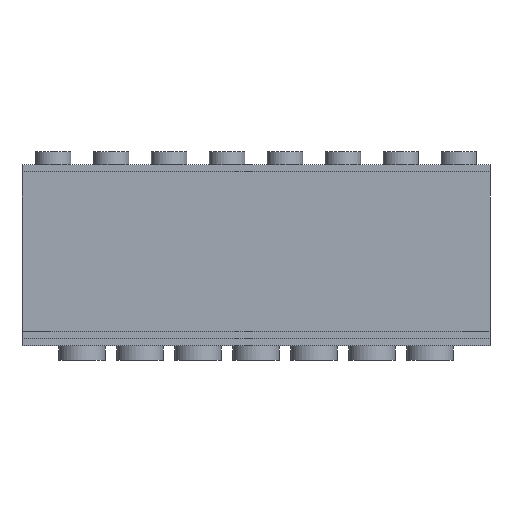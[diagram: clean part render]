
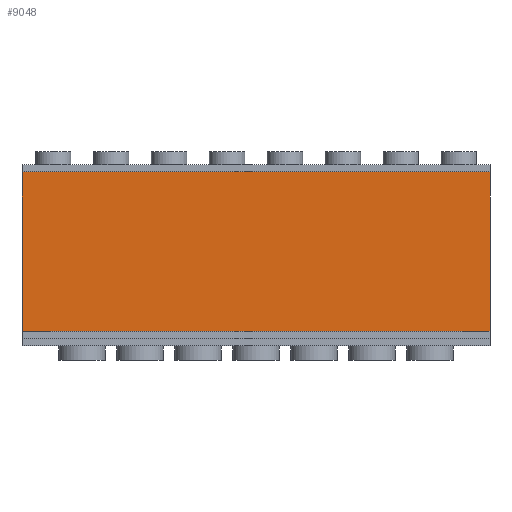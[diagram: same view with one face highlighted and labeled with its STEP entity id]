
A CAD part, front view. The second image highlights one B-rep face of the part: STEP entity #9048.
In plain terms, the highlighted planar face has unit normal (0, -1, 0).
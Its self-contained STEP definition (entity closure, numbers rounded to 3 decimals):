
#468=PLANE('',#9934);
#960=FACE_OUTER_BOUND('',#1664,.T.);
#1664=EDGE_LOOP('',(#7285,#7286,#7287,#7288));
#2367=LINE('',#14486,#3165);
#2405=LINE('',#14562,#3203);
#2411=LINE('',#14573,#3209);
#2412=LINE('',#14575,#3210);
#3165=VECTOR('',#11789,10.);
#3203=VECTOR('',#11861,10.);
#3209=VECTOR('',#11871,10.);
#3210=VECTOR('',#11874,10.);
#4423=VERTEX_POINT('',#14483);
#4424=VERTEX_POINT('',#14485);
#4445=VERTEX_POINT('',#14561);
#4448=VERTEX_POINT('',#14571);
#5423=EDGE_CURVE('',#4424,#4423,#2367,.T.);
#5461=EDGE_CURVE('',#4445,#4424,#2405,.T.);
#5467=EDGE_CURVE('',#4423,#4448,#2411,.T.);
#5468=EDGE_CURVE('',#4445,#4448,#2412,.T.);
#7285=ORIENTED_EDGE('',*,*,#5467,.T.);
#7286=ORIENTED_EDGE('',*,*,#5468,.F.);
#7287=ORIENTED_EDGE('',*,*,#5461,.T.);
#7288=ORIENTED_EDGE('',*,*,#5423,.T.);
#9048=ADVANCED_FACE('',(#960),#468,.T.);
#9934=AXIS2_PLACEMENT_3D('',#14574,#11872,#11873);
#11789=DIRECTION('',(1.,0.,0.));
#11861=DIRECTION('',(0.,0.,-1.));
#11871=DIRECTION('',(0.,0.,1.));
#11872=DIRECTION('center_axis',(0.,-1.,0.));
#11873=DIRECTION('ref_axis',(1.,0.,0.));
#11874=DIRECTION('',(1.,0.,0.));
#14483=CARTESIAN_POINT('',(32.302,-32.302,-0.5));
#14485=CARTESIAN_POINT('',(-32.302,-32.302,-0.5));
#14486=CARTESIAN_POINT('',(16.151,-32.302,-0.5));
#14561=CARTESIAN_POINT('',(-32.302,-32.302,21.51));
#14562=CARTESIAN_POINT('',(-32.302,-32.302,20.01));
#14571=CARTESIAN_POINT('',(32.302,-32.302,21.51));
#14573=CARTESIAN_POINT('',(32.302,-32.302,20.01));
#14574=CARTESIAN_POINT('Origin',(-32.302,-32.302,20.01));
#14575=CARTESIAN_POINT('',(-32.302,-32.302,21.51));
